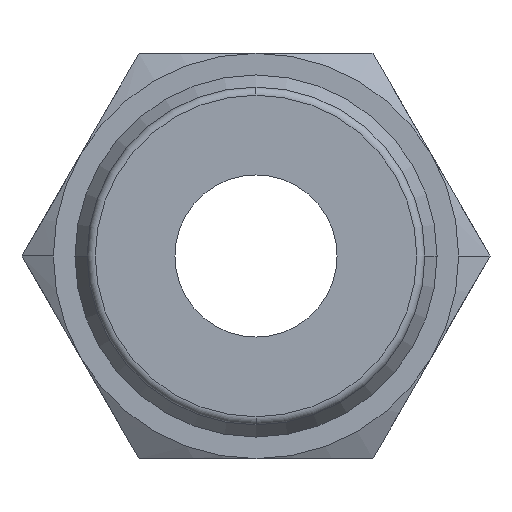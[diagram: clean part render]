
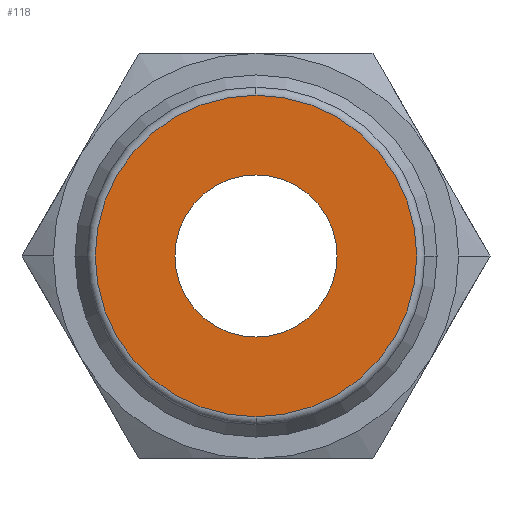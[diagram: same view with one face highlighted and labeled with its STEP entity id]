
A CAD part, front view. The second image highlights one B-rep face of the part: STEP entity #118.
In plain terms, the highlighted planar face has unit normal (0, -1, 0).
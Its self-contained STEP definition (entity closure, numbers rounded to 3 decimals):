
#118=ADVANCED_FACE('',(#248,#249),#250,.T.);
#248=FACE_BOUND('',#385,.T.);
#249=FACE_OUTER_BOUND('',#386,.T.);
#250=PLANE('',#387);
#385=EDGE_LOOP('',(#656,#657));
#386=EDGE_LOOP('',(#658,#659,#660));
#387=AXIS2_PLACEMENT_3D('',#661,#662,#663);
#656=ORIENTED_EDGE('',*,*,#800,.T.);
#657=ORIENTED_EDGE('',*,*,#895,.T.);
#658=ORIENTED_EDGE('',*,*,#860,.F.);
#659=ORIENTED_EDGE('',*,*,#859,.F.);
#660=ORIENTED_EDGE('',*,*,#896,.F.);
#661=CARTESIAN_POINT('',(2.975,0.0,0.0));
#662=DIRECTION('',(-0.0,-1.0,-0.0));
#663=DIRECTION('',(-1.0,0.0,0.0));
#800=EDGE_CURVE('',#946,#944,#947,.T.);
#859=EDGE_CURVE('',#1034,#1037,#1038,.T.);
#860=EDGE_CURVE('',#1037,#1039,#1040,.T.);
#895=EDGE_CURVE('',#944,#946,#1081,.T.);
#896=EDGE_CURVE('',#1039,#1034,#1082,.T.);
#944=VERTEX_POINT('',#1146);
#946=VERTEX_POINT('',#1149);
#947=CIRCLE('',#1150,3.0);
#1034=VERTEX_POINT('',#1323);
#1037=VERTEX_POINT('',#1326);
#1038=CIRCLE('',#1327,5.95);
#1039=VERTEX_POINT('',#1328);
#1040=CIRCLE('',#1329,5.95);
#1081=CIRCLE('',#1402,3.0);
#1082=CIRCLE('',#1403,5.95);
#1146=CARTESIAN_POINT('',(3.0,0.0,0.));
#1149=CARTESIAN_POINT('',(-3.0,0.0,0.));
#1150=AXIS2_PLACEMENT_3D('',#1478,#1479,#1480);
#1323=CARTESIAN_POINT('',(0.,0.0,5.95));
#1326=CARTESIAN_POINT('',(5.95,0.0,0.0));
#1327=AXIS2_PLACEMENT_3D('',#1558,#1559,#1560);
#1328=CARTESIAN_POINT('',(0.,0.0,-5.95));
#1329=AXIS2_PLACEMENT_3D('',#1561,#1562,#1563);
#1402=AXIS2_PLACEMENT_3D('',#1610,#1611,#1612);
#1403=AXIS2_PLACEMENT_3D('',#1613,#1614,#1615);
#1478=CARTESIAN_POINT('',(0.0,0.0,0.0));
#1479=DIRECTION('',(-0.0,1.0,0.0));
#1480=DIRECTION('',(1.0,0.0,0.0));
#1558=CARTESIAN_POINT('',(0.0,0.0,0.0));
#1559=DIRECTION('',(-0.0,1.0,0.0));
#1560=DIRECTION('',(1.0,0.0,0.0));
#1561=CARTESIAN_POINT('',(0.0,0.0,0.0));
#1562=DIRECTION('',(-0.0,1.0,0.0));
#1563=DIRECTION('',(1.0,0.0,0.0));
#1610=CARTESIAN_POINT('',(0.0,0.0,0.0));
#1611=DIRECTION('',(-0.0,1.0,0.0));
#1612=DIRECTION('',(1.0,0.0,0.0));
#1613=CARTESIAN_POINT('',(0.0,0.0,0.0));
#1614=DIRECTION('',(-0.0,1.0,0.0));
#1615=DIRECTION('',(1.0,0.0,0.0));
